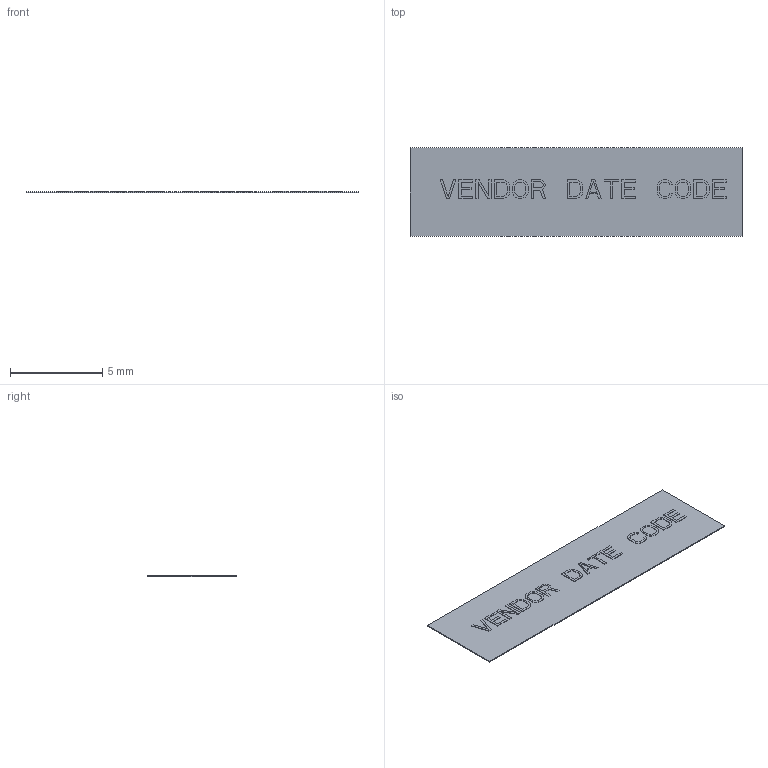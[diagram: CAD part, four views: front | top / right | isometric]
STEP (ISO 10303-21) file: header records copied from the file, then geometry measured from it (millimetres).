
FILE_DESCRIPTION(/* description */ (''),/* implementation_level */ '2;1');
FILE_NAME(/* name */ 'LL_VENDOR_DATECODE_TOP_2R.stp',/* time_stamp */ '2023-11-01T20:45:53+03:00',/* author */ (''),/* organization */ (''),/* preprocessor_version */ 'ST-DEVELOPER v16.7',/* originating_system */ 'SIEMENS PLM Software NX 12.0',/* authorisation */ '');
FILE_SCHEMA (('AUTOMOTIVE_DESIGN { 1 0 10303 214 3 1 1 1 }'));
Length unit declared in the file: millimetre
Products named in the file (1): LL_VENDOR_DATECODE_TOP_2R
Bounding box: 17.98 x 4.78 x 0.07 mm (x, y, z)
Volume: 4.4 mm3; surface area: 175.9 mm2
Topology: 1 solids, 1 shells, 331 faces, 924 edges, 616 vertices
Faces by surface type: plane 331
Entity records: 10521 total; most frequent: CARTESIAN_POINT 1872, ORIENTED_EDGE 1848, DIRECTION 1588, EDGE_CURVE 924, LINE 924, VECTOR 924, VERTEX_POINT 616, EDGE_LOOP 352
